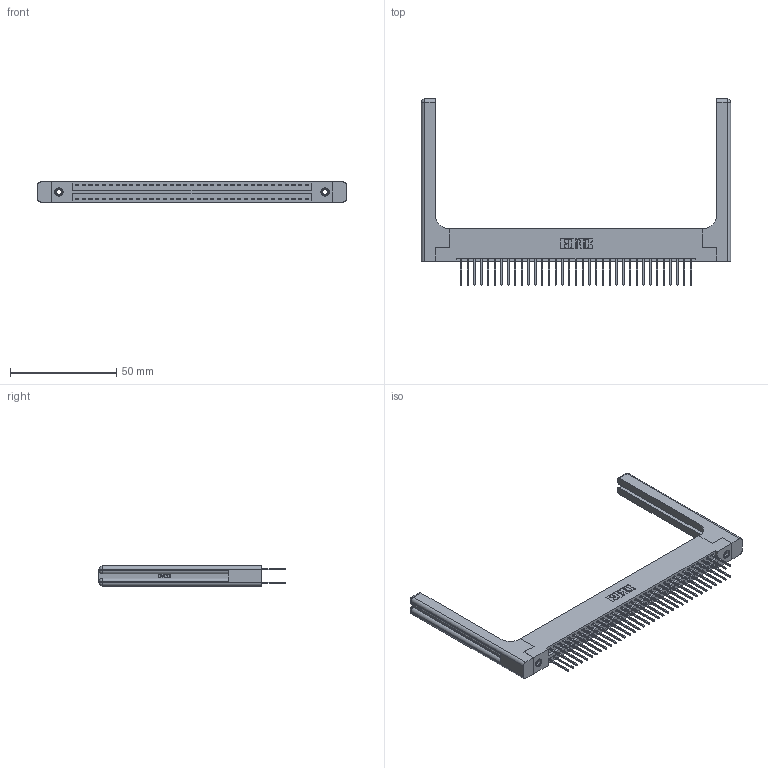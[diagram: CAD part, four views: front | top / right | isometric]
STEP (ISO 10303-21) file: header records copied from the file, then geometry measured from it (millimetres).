
FILE_DESCRIPTION (( 'STEP AP203' ), '1' );
FILE_NAME ('346-070-522-258.STEP', '2022-05-24T21:09:57', ( '' ), ( '' ), 'SwSTEP 2.0', 'SolidWorks 2020', '' );
FILE_SCHEMA (( 'CONFIG_CONTROL_DESIGN' ));
Length unit declared in the file: inch
Products named in the file (5): 346-070-522-258; 346-220-058_345-220-058; 345-292-001_345-293-122; 346 Part_Flush Mounting Lugs - 0.156 Dia-TH; 345-250-001_345-250-001-102
Assembly tree (75 placements, depth 2):
  346-070-522-258
    346 Part_Flush Mounting Lugs - 0.156 Dia-TH
    345-292-001_345-293-122  x70
    345-250-001_345-250-001-102  x2
    346-220-058_345-220-058  x2
Bounding box: 145.19 x 87.38 x 9.4 mm (x, y, z)
Volume: 21758.6 mm3; surface area: 25336.1 mm2
Topology: 75 solids, 75 shells, 4032 faces, 11881 edges, 7806 vertices
Faces by surface type: plane 2688, cylinder 1284, bspline 36, cone 12, sphere 8, torus 4
Entity records: 29400 total; most frequent: CARTESIAN_POINT 5867, ORIENTED_EDGE 4596, DIRECTION 4154, EDGE_CURVE 2298, VECTOR 1934, LINE 1934, VERTEX_POINT 1522, AXIS2_PLACEMENT_3D 1110
